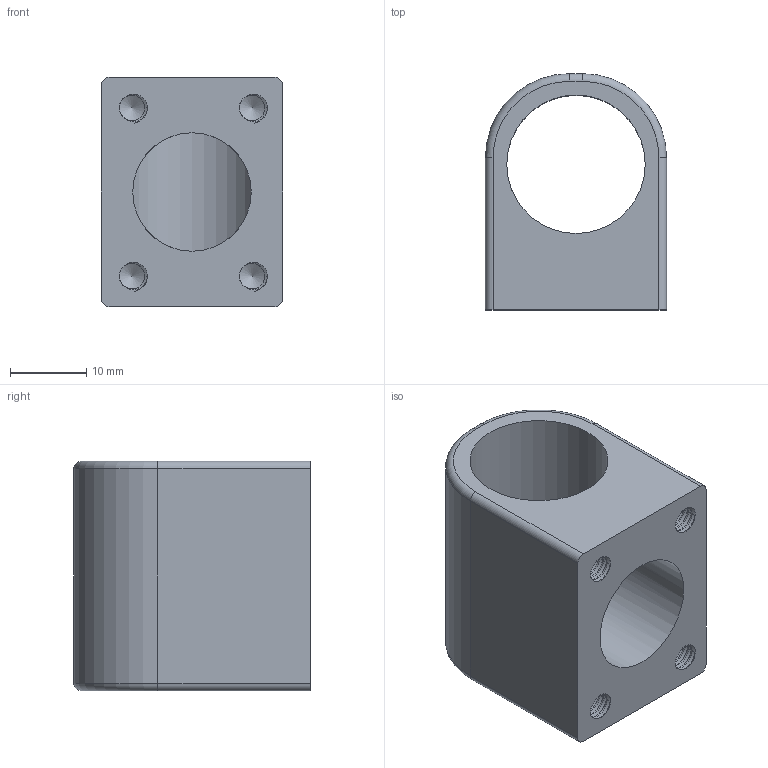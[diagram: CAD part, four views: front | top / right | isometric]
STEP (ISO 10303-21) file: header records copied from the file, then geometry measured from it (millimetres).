
FILE_DESCRIPTION(('FreeCAD Model'),'2;1');
FILE_NAME('Open CASCADE Shape Model','2024-08-01T06:25:43',(''),(''), 'Open CASCADE STEP processor 7.6','FreeCAD','Unknown');
FILE_SCHEMA(('AUTOMOTIVE_DESIGN { 1 0 10303 214 1 1 1 1 }'));
Products named in the file (1): Gleiter18mm
Bounding box: 23.7 x 30.9 x 30 mm (x, y, z)
Volume: 10178 mm3; surface area: 6362.1 mm2
Topology: 1 solids, 1 shells, 260 faces, 654 edges, 396 vertices
Faces by surface type: bspline 176, cylinder 66, plane 10, torus 4, cone 4
Full cylindrical faces by diameter (mm): 3.322 x52, 15.5 x1, 18.1 x1
Entity records: 50171 total; most frequent: CARTESIAN_POINT 39404, ORIENTED_EDGE 1300, PCURVE 1300, DEFINITIONAL_REPRESENTATION 1300, DIRECTION 1137, B_SPLINE_CURVE_WITH_KNOTS 1003, LINE 893, VECTOR 893
